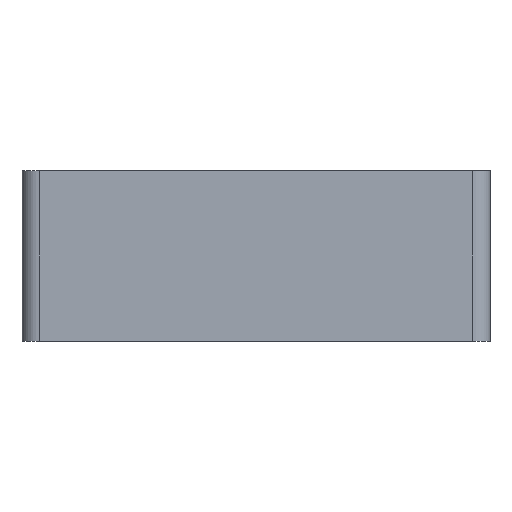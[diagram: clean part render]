
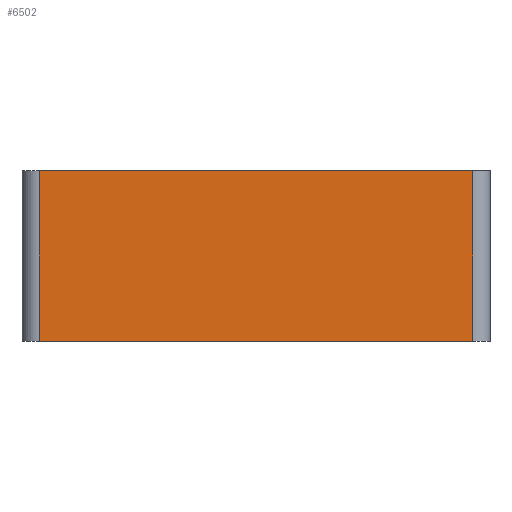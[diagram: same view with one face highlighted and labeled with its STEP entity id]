
A CAD part, left-side view. The second image highlights one B-rep face of the part: STEP entity #6502.
In plain terms, the highlighted planar face has unit normal (-1, 0, 0).
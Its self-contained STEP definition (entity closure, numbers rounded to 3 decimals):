
#686=FACE_OUTER_BOUND('',#1062,.T.);
#1062=EDGE_LOOP('',(#4728,#4729,#4730,#4731));
#1438=LINE('',#8691,#2065);
#1546=LINE('',#8952,#2173);
#1547=LINE('',#8955,#2174);
#1548=LINE('',#8956,#2175);
#2065=VECTOR('',#7371,10.);
#2173=VECTOR('',#7627,10.);
#2174=VECTOR('',#7630,10.);
#2175=VECTOR('',#7631,10.);
#2701=VERTEX_POINT('',#8688);
#2702=VERTEX_POINT('',#8690);
#2781=VERTEX_POINT('',#8950);
#2782=VERTEX_POINT('',#8954);
#3389=EDGE_CURVE('',#2701,#2702,#1438,.T.);
#3517=EDGE_CURVE('',#2781,#2701,#1546,.T.);
#3518=EDGE_CURVE('',#2782,#2781,#1547,.T.);
#3519=EDGE_CURVE('',#2782,#2702,#1548,.T.);
#4728=ORIENTED_EDGE('',*,*,#3517,.F.);
#4729=ORIENTED_EDGE('',*,*,#3518,.F.);
#4730=ORIENTED_EDGE('',*,*,#3519,.T.);
#4731=ORIENTED_EDGE('',*,*,#3389,.F.);
#6286=PLANE('',#6945);
#6502=ADVANCED_FACE('',(#686),#6286,.T.);
#6945=AXIS2_PLACEMENT_3D('',#8953,#7628,#7629);
#7371=DIRECTION('',(0.,-1.,0.));
#7627=DIRECTION('',(0.,0.,1.));
#7628=DIRECTION('center_axis',(-1.,0.,0.));
#7629=DIRECTION('ref_axis',(0.,1.,0.));
#7630=DIRECTION('',(0.,1.,0.));
#7631=DIRECTION('',(0.,0.,1.));
#8688=CARTESIAN_POINT('',(-17.74,49.54,16.));
#8690=CARTESIAN_POINT('',(-17.74,-0.1,16.));
#8691=CARTESIAN_POINT('',(-17.74,37.13,16.));
#8950=CARTESIAN_POINT('',(-17.74,49.54,-3.5));
#8952=CARTESIAN_POINT('',(-17.74,49.54,0.));
#8953=CARTESIAN_POINT('Origin',(-17.74,-0.1,0.));
#8954=CARTESIAN_POINT('',(-17.74,-0.1,-3.5));
#8955=CARTESIAN_POINT('',(-17.74,-0.1,-3.5));
#8956=CARTESIAN_POINT('',(-17.74,-0.1,0.));
